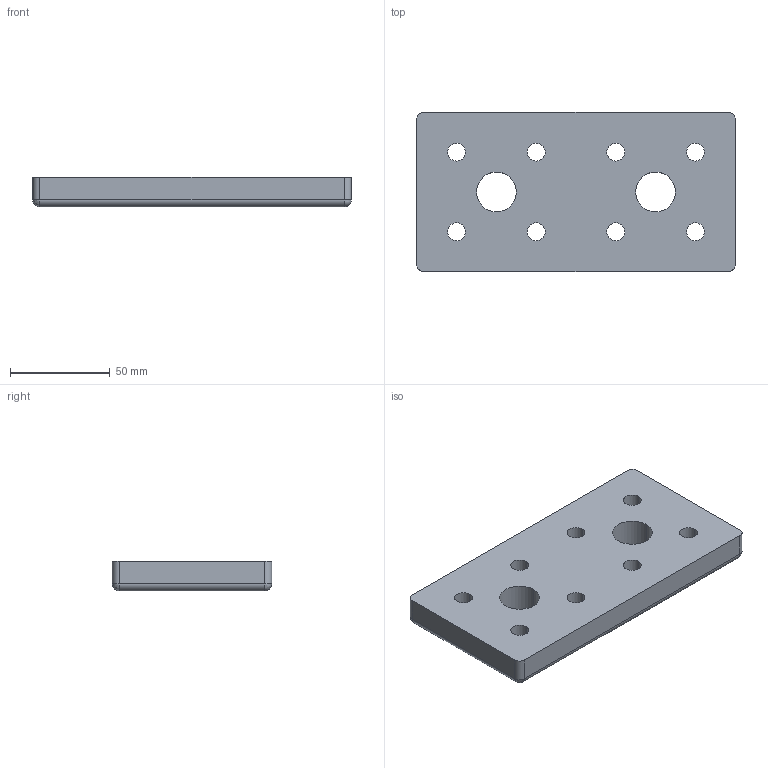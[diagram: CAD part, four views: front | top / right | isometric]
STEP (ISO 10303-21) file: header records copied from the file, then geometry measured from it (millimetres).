
FILE_DESCRIPTION((''),'2;1');
FILE_NAME('SZ0227V.stp','2009-07-27T13:34:08',(''),(''),'Mechanical Desktop 2007','Mechanical Desktop 2007',', , ');
FILE_SCHEMA(('CONFIG_CONTROL_DESIGN'));
Length unit declared in the file: millimetre
Products named in the file (1): SZ0227V
Bounding box: 160 x 80 x 15 mm (x, y, z)
Volume: 165768.3 mm3; surface area: 36271.3 mm2
Topology: 1 solids, 1 shells, 62 faces, 164 edges, 108 vertices
Faces by surface type: bspline 26, cylinder 25, plane 9, sphere 2
Entity records: 2386 total; most frequent: CARTESIAN_POINT 721, DIRECTION 338, ORIENTED_EDGE 320, EDGE_CURVE 160, AXIS2_PLACEMENT_3D 141, VERTEX_POINT 108, CIRCLE 104, EDGE_LOOP 90
